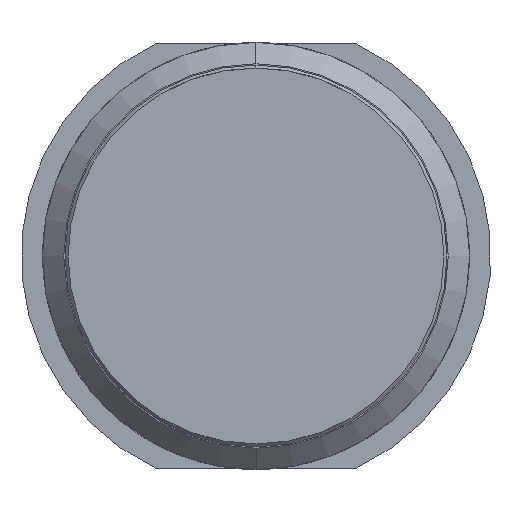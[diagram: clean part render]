
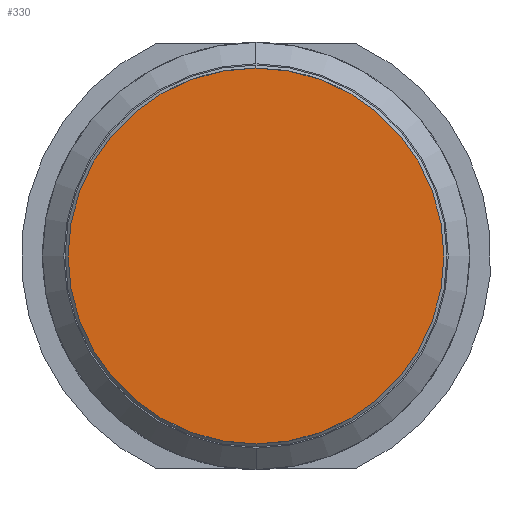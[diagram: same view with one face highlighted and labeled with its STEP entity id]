
A CAD part, front view. The second image highlights one B-rep face of the part: STEP entity #330.
In plain terms, the highlighted planar face has unit normal (0, -1, 0).
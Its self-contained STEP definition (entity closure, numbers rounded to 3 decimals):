
#174 = DIRECTION ( 'NONE',  ( 0., -1., 0. ) ) ;
#330 = ADVANCED_FACE ( 'Defeature ausgef�hrt1_15', ( #2752 ), #3248, .F. ) ;
#495 = ORIENTED_EDGE ( 'NONE', *, *, #1897, .T. ) ;
#766 = AXIS2_PLACEMENT_3D ( 'NONE', #2528, #2371, #1094 ) ;
#856 = CARTESIAN_POINT ( 'NONE',  ( 0., 0., 0. ) ) ;
#1094 = DIRECTION ( 'NONE',  ( 1., 0., 0. ) ) ;
#1731 = AXIS2_PLACEMENT_3D ( 'NONE', #2388, #2666, #1740 ) ;
#1740 = DIRECTION ( 'NONE',  ( -1., 0., 0. ) ) ;
#1846 = CARTESIAN_POINT ( 'NONE',  ( 2.2, 0., 0. ) ) ;
#1889 = CIRCLE ( 'NONE', #3657, 2.2 ) ;
#1897 = EDGE_CURVE ( 'Defeature ausgef�hrt1_15+Defeature ausgef�hrt1_22+Defeature ausgef�hrt1_22+Defeature ausgef�hrt1_22', #3343, #3232, #2337, .T. ) ;
#2299 = EDGE_CURVE ( 'Defeature ausgef�hrt1_15+Defeature ausgef�hrt1_22+Defeature ausgef�hrt1_22+Defeature ausgef�hrt1_22', #3232, #3343, #1889, .T. ) ;
#2337 = CIRCLE ( 'NONE', #1731, 2.2 ) ;
#2371 = DIRECTION ( 'NONE',  ( 0., 1., 0. ) ) ;
#2388 = CARTESIAN_POINT ( 'NONE',  ( 0., 0., 0. ) ) ;
#2528 = CARTESIAN_POINT ( 'NONE',  ( 0., 0., -1.9 ) ) ;
#2666 = DIRECTION ( 'NONE',  ( 0., -1., 0. ) ) ;
#2680 = EDGE_LOOP ( 'NONE', ( #3085, #495 ) ) ;
#2752 = FACE_OUTER_BOUND ( 'NONE', #2680, .T. ) ;
#3062 = DIRECTION ( 'NONE',  ( -1., 0., 0. ) ) ;
#3085 = ORIENTED_EDGE ( 'NONE', *, *, #2299, .T. ) ;
#3232 = VERTEX_POINT ( 'NONE', #3653 ) ;
#3248 = PLANE ( 'NONE',  #766 ) ;
#3343 = VERTEX_POINT ( 'NONE', #1846 ) ;
#3653 = CARTESIAN_POINT ( 'NONE',  ( -2.2, 0., 0. ) ) ;
#3657 = AXIS2_PLACEMENT_3D ( 'NONE', #856, #174, #3062 ) ;
